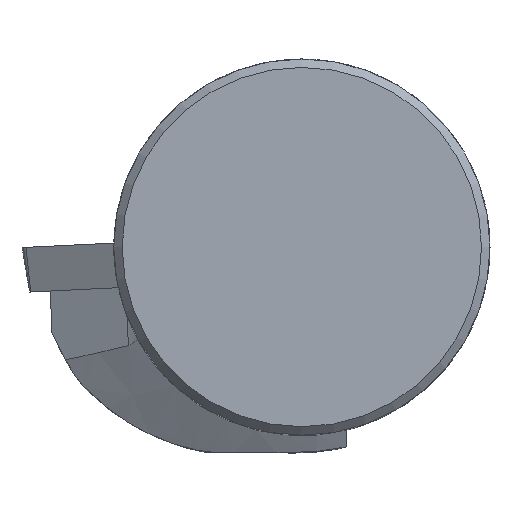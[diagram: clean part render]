
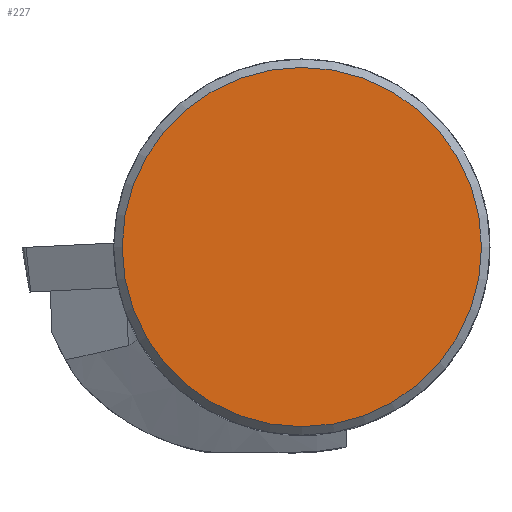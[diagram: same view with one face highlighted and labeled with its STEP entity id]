
A CAD part, top view. The second image highlights one B-rep face of the part: STEP entity #227.
In plain terms, the highlighted planar face has unit normal (0, 0, 1).
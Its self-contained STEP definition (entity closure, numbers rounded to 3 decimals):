
#136=CIRCLE('',#911,9.549);
#227=ADVANCED_FACE('',(#292),#261,.T.);
#261=PLANE('',#935);
#292=FACE_OUTER_BOUND('',#328,.T.);
#328=EDGE_LOOP('',(#482));
#482=ORIENTED_EDGE('',*,*,#671,.F.);
#593=VERTEX_POINT('',#1334);
#671=EDGE_CURVE('',#593,#593,#136,.T.);
#911=AXIS2_PLACEMENT_3D('',#1333,#1038,#1039);
#935=AXIS2_PLACEMENT_3D('',#1546,#1098,#1099);
#1038=DIRECTION('',(0.,0.,-1.));
#1039=DIRECTION('',(1.,0.,0.));
#1098=DIRECTION('',(0.,0.,1.));
#1099=DIRECTION('',(1.,0.,0.));
#1333=CARTESIAN_POINT('',(0.,0.,0.));
#1334=CARTESIAN_POINT('',(9.549,0.,0.));
#1546=CARTESIAN_POINT('',(0.,0.,0.));
